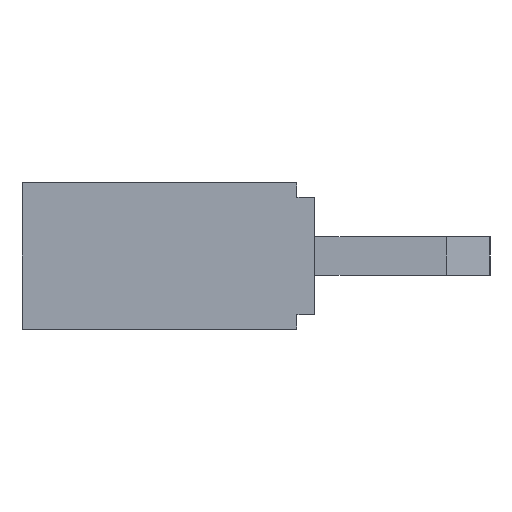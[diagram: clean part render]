
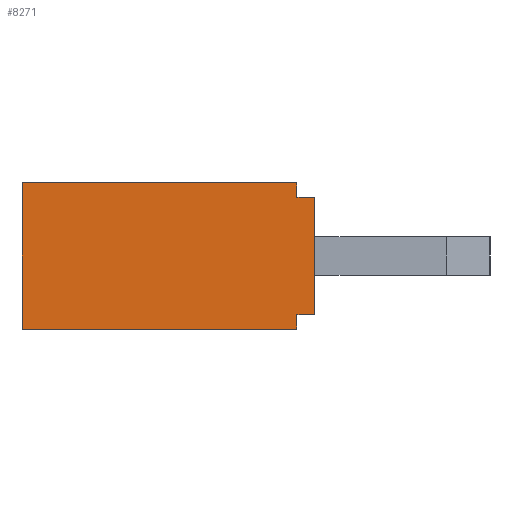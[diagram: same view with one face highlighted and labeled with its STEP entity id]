
A CAD part, left-side view. The second image highlights one B-rep face of the part: STEP entity #8271.
In plain terms, the highlighted planar face has unit normal (-1, 0, 0).
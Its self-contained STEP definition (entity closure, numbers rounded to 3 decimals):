
#309=FACE_OUTER_BOUND('',#811,.T.);
#811=EDGE_LOOP('',(#5767,#5768,#5769,#5770,#5771,#5772,#5773,#5774));
#1327=LINE('',#11354,#2469);
#1331=LINE('',#11359,#2473);
#1588=LINE('',#11900,#2730);
#1589=LINE('',#11902,#2731);
#1590=LINE('',#11903,#2732);
#1591=LINE('',#11905,#2733);
#1592=LINE('',#11907,#2734);
#1593=LINE('',#11908,#2735);
#2469=VECTOR('',#9242,2.5);
#2473=VECTOR('',#9246,2.5);
#2730=VECTOR('',#9557,0.3);
#2731=VECTOR('',#9558,2.);
#2732=VECTOR('',#9559,0.3);
#2733=VECTOR('',#9560,4.7);
#2734=VECTOR('',#9561,2.5);
#2735=VECTOR('',#9562,4.7);
#3605=VERTEX_POINT('',#11346);
#3608=VERTEX_POINT('',#11351);
#3609=VERTEX_POINT('',#11353);
#3610=VERTEX_POINT('',#11357);
#3867=VERTEX_POINT('',#11899);
#3868=VERTEX_POINT('',#11901);
#3869=VERTEX_POINT('',#11904);
#3870=VERTEX_POINT('',#11906);
#4355=EDGE_CURVE('',#3609,#3608,#1327,.T.);
#4359=EDGE_CURVE('',#3605,#3610,#1331,.T.);
#4616=EDGE_CURVE('',#3608,#3867,#1588,.T.);
#4617=EDGE_CURVE('',#3867,#3868,#1589,.T.);
#4618=EDGE_CURVE('',#3868,#3605,#1590,.T.);
#4619=EDGE_CURVE('',#3869,#3610,#1591,.T.);
#4620=EDGE_CURVE('',#3870,#3869,#1592,.T.);
#4621=EDGE_CURVE('',#3609,#3870,#1593,.T.);
#5767=ORIENTED_EDGE('',*,*,#4355,.T.);
#5768=ORIENTED_EDGE('',*,*,#4616,.T.);
#5769=ORIENTED_EDGE('',*,*,#4617,.T.);
#5770=ORIENTED_EDGE('',*,*,#4618,.T.);
#5771=ORIENTED_EDGE('',*,*,#4359,.T.);
#5772=ORIENTED_EDGE('',*,*,#4619,.F.);
#5773=ORIENTED_EDGE('',*,*,#4620,.F.);
#5774=ORIENTED_EDGE('',*,*,#4621,.F.);
#7794=PLANE('',#8763);
#8271=ADVANCED_FACE('',(#309),#7794,.F.);
#8763=AXIS2_PLACEMENT_3D('',#11898,#9555,#9556);
#9242=DIRECTION('',(0.,0.,1.));
#9246=DIRECTION('',(0.,0.,1.));
#9555=DIRECTION('center_axis',(1.,0.,0.));
#9556=DIRECTION('ref_axis',(0.,0.,-1.));
#9557=DIRECTION('',(0.,-1.,0.));
#9558=DIRECTION('',(0.,0.,1.));
#9559=DIRECTION('',(0.,1.,0.));
#9560=DIRECTION('',(0.,-1.,0.));
#9561=DIRECTION('',(0.,0.,1.));
#9562=DIRECTION('',(0.,1.,0.));
#11346=CARTESIAN_POINT('',(-25.65,0.3,1.));
#11351=CARTESIAN_POINT('',(-25.65,0.3,-1.));
#11353=CARTESIAN_POINT('',(-25.65,0.3,-1.25));
#11354=CARTESIAN_POINT('',(-25.65,0.3,-1.25));
#11357=CARTESIAN_POINT('',(-25.65,0.3,1.25));
#11359=CARTESIAN_POINT('',(-25.65,0.3,-1.25));
#11898=CARTESIAN_POINT('Origin',(-25.65,0.,0.));
#11899=CARTESIAN_POINT('',(-25.65,0.,-1.));
#11900=CARTESIAN_POINT('',(-25.65,0.,-1.));
#11901=CARTESIAN_POINT('',(-25.65,0.,1.));
#11902=CARTESIAN_POINT('',(-25.65,0.,1.));
#11903=CARTESIAN_POINT('',(-25.65,0.3,1.));
#11904=CARTESIAN_POINT('',(-25.65,5.,1.25));
#11905=CARTESIAN_POINT('',(-25.65,5.,1.25));
#11906=CARTESIAN_POINT('',(-25.65,5.,-1.25));
#11907=CARTESIAN_POINT('',(-25.65,5.,-1.25));
#11908=CARTESIAN_POINT('',(-25.65,0.3,-1.25));
